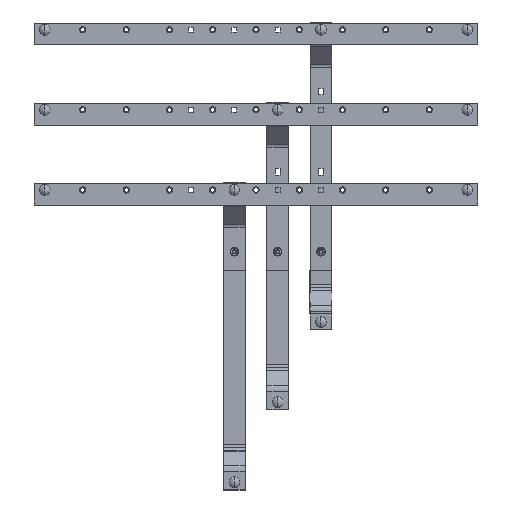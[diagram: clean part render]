
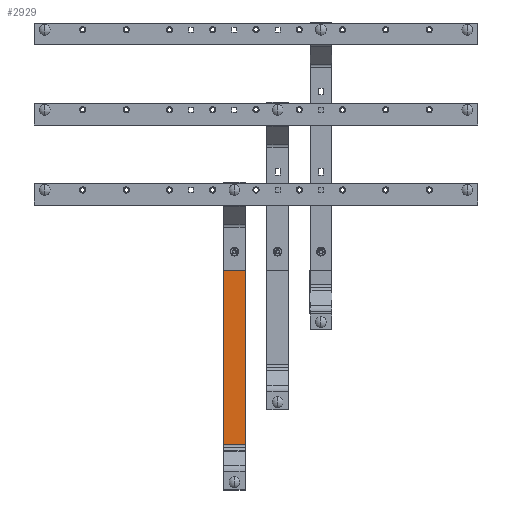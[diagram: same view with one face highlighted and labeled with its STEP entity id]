
A CAD part, top view. The second image highlights one B-rep face of the part: STEP entity #2929.
In plain terms, the highlighted planar face has unit normal (0, 0, 1).
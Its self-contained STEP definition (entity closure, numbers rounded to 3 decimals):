
#2929=ADVANCED_FACE('',(#6699),#6700,.T.);
#6699=FACE_OUTER_BOUND('',#12101,.T.);
#6700=PLANE('',#12102);
#12101=EDGE_LOOP('',(#17574,#17575,#17576,#17577));
#12102=AXIS2_PLACEMENT_3D('',#17578,#17579,#17580);
#17574=ORIENTED_EDGE('',*,*,#31799,.T.);
#17575=ORIENTED_EDGE('',*,*,#31800,.F.);
#17576=ORIENTED_EDGE('',*,*,#31801,.F.);
#17577=ORIENTED_EDGE('',*,*,#31796,.T.);
#17578=CARTESIAN_POINT('',(437.125,305.85,15.683));
#17579=DIRECTION('',(0.0,0.0,1.0));
#17580=DIRECTION('',(0.0,-1.0,0.0));
#31796=EDGE_CURVE('',#37306,#37304,#37307,.T.);
#31799=EDGE_CURVE('',#37304,#37310,#37311,.T.);
#31800=EDGE_CURVE('',#37312,#37310,#37313,.T.);
#31801=EDGE_CURVE('',#37306,#37312,#37314,.T.);
#37304=VERTEX_POINT('',#45066);
#37306=VERTEX_POINT('',#45068);
#37307=LINE('',#45069,#45070);
#37310=VERTEX_POINT('',#45073);
#37311=LINE('',#45074,#45075);
#37312=VERTEX_POINT('',#45076);
#37313=LINE('',#45077,#45078);
#37314=LINE('',#45079,#45080);
#45066=CARTESIAN_POINT('',(487.875,104.15,15.683));
#45068=CARTESIAN_POINT('',(437.125,104.15,15.683));
#45069=CARTESIAN_POINT('',(437.125,104.15,15.683));
#45070=VECTOR('',#65354,1.0);
#45073=CARTESIAN_POINT('',(487.875,507.55,15.683));
#45074=CARTESIAN_POINT('',(487.875,104.15,15.683));
#45075=VECTOR('',#65358,1.0);
#45076=CARTESIAN_POINT('',(437.125,507.55,15.683));
#45077=CARTESIAN_POINT('',(437.125,507.55,15.683));
#45078=VECTOR('',#65359,1.0);
#45079=CARTESIAN_POINT('',(437.125,104.15,15.683));
#45080=VECTOR('',#65360,1.0);
#65354=DIRECTION('',(1.0,0.0,0.0));
#65358=DIRECTION('',(0.0,1.0,0.0));
#65359=DIRECTION('',(1.0,0.0,0.0));
#65360=DIRECTION('',(0.0,1.0,0.0));
